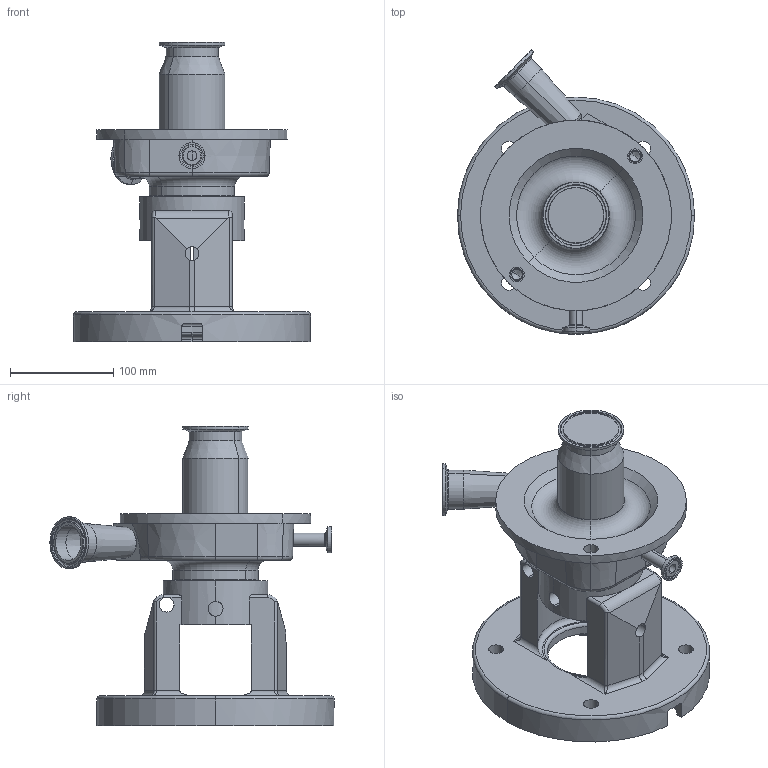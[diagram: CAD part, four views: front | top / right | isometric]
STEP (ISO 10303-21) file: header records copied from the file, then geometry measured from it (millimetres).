
FILE_DESCRIPTION (( 'STEP AP214' ), '1' );
FILE_NAME ('FPX 711-712 180TC 45L 1-2 In STRAIGHT DRAIN.STEP', '2022-12-16T20:15:11', ( '' ), ( '' ), 'SwSTEP 2.0', 'SolidWorks 2021', '' );
FILE_SCHEMA (( 'AUTOMOTIVE_DESIGN' ));
Length unit declared in the file: millimetre
Products named in the file (2): FPX 710 180TC 45 LEFT 1-2 In STRAIGHT DRAIN^1275000075.STEP; FPX 711-712 180TC 45L 1-2 In STRAIGHT DRAIN
Assembly tree (1 placements, depth 2):
  FPX 711-712 180TC 45L 1-2 In STRAIGHT DRAIN
    FPX 710 180TC 45 LEFT 1-2 In STRAIGHT DRAIN^1275000075.STEP
Bounding box: 230 x 275.65 x 290.5 mm (x, y, z)
Volume: 2390061.3 mm3; surface area: 325328.7 mm2
Topology: 1 solids, 2 shells, 383 faces, 929 edges, 545 vertices
Faces by surface type: cylinder 150, torus 95, plane 71, cone 45, bspline 14, sphere 8
Entity records: 18626 total; most frequent: CARTESIAN_POINT 9589, DIRECTION 2027, ORIENTED_EDGE 1830, EDGE_CURVE 915, AXIS2_PLACEMENT_3D 855, VERTEX_POINT 543, CIRCLE 482, EDGE_LOOP 416
